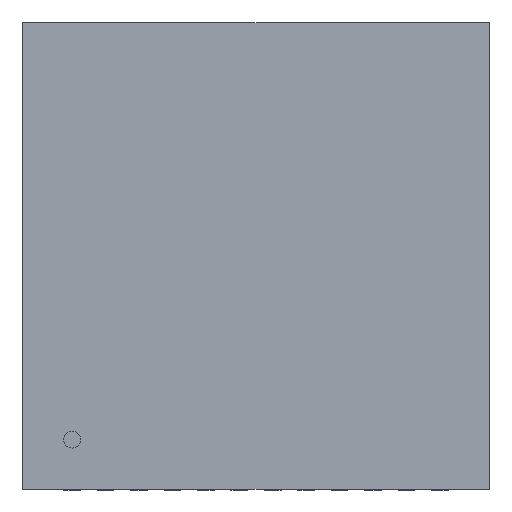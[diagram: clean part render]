
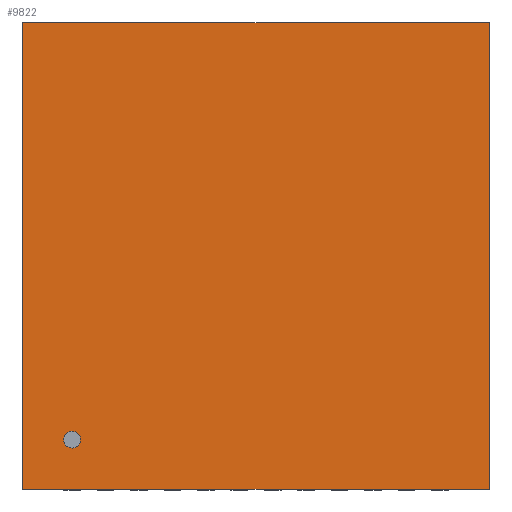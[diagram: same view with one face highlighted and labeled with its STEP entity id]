
A CAD part, top view. The second image highlights one B-rep face of the part: STEP entity #9822.
In plain terms, the highlighted planar face has unit normal (0, 0, 1).
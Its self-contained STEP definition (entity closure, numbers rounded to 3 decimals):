
#7915 = VERTEX_POINT('',#7916);
#7916 = CARTESIAN_POINT('',(-3.488,-3.488,0.925));
#7922 = EDGE_CURVE('',#7915,#7923,#7925,.T.);
#7923 = VERTEX_POINT('',#7924);
#7924 = CARTESIAN_POINT('',(3.488,-3.488,0.925));
#7925 = LINE('',#7926,#7927);
#7926 = CARTESIAN_POINT('',(-3.488,-3.488,0.925));
#7927 = VECTOR('',#7928,1.);
#7928 = DIRECTION('',(1.,0.,0.));
#8109 = EDGE_CURVE('',#7915,#8110,#8112,.T.);
#8110 = VERTEX_POINT('',#8111);
#8111 = CARTESIAN_POINT('',(-3.488,3.488,0.925));
#8112 = LINE('',#8113,#8114);
#8113 = CARTESIAN_POINT('',(-3.488,-3.488,0.925));
#8114 = VECTOR('',#8115,1.);
#8115 = DIRECTION('',(0.,1.,0.));
#8600 = EDGE_CURVE('',#8110,#8601,#8603,.T.);
#8601 = VERTEX_POINT('',#8602);
#8602 = CARTESIAN_POINT('',(3.488,3.488,0.925));
#8603 = LINE('',#8604,#8605);
#8604 = CARTESIAN_POINT('',(-3.488,3.488,0.925));
#8605 = VECTOR('',#8606,1.);
#8606 = DIRECTION('',(1.,0.,0.));
#9087 = EDGE_CURVE('',#7923,#8601,#9088,.T.);
#9088 = LINE('',#9089,#9090);
#9089 = CARTESIAN_POINT('',(3.488,-3.488,0.925));
#9090 = VECTOR('',#9091,1.);
#9091 = DIRECTION('',(0.,1.,0.));
#9822 = ADVANCED_FACE('',(#9823,#9829),#9840,.T.);
#9823 = FACE_BOUND('',#9824,.T.);
#9824 = EDGE_LOOP('',(#9825,#9826,#9827,#9828));
#9825 = ORIENTED_EDGE('',*,*,#8109,.F.);
#9826 = ORIENTED_EDGE('',*,*,#7922,.T.);
#9827 = ORIENTED_EDGE('',*,*,#9087,.T.);
#9828 = ORIENTED_EDGE('',*,*,#8600,.F.);
#9829 = FACE_BOUND('',#9830,.T.);
#9830 = EDGE_LOOP('',(#9831));
#9831 = ORIENTED_EDGE('',*,*,#9832,.T.);
#9832 = EDGE_CURVE('',#9833,#9833,#9835,.T.);
#9833 = VERTEX_POINT('',#9834);
#9834 = CARTESIAN_POINT('',(-2.625,-2.75,0.925));
#9835 = CIRCLE('',#9836,0.125);
#9836 = AXIS2_PLACEMENT_3D('',#9837,#9838,#9839);
#9837 = CARTESIAN_POINT('',(-2.75,-2.75,0.925));
#9838 = DIRECTION('',(0.,0.,-1.));
#9839 = DIRECTION('',(1.,0.,0.));
#9840 = PLANE('',#9841);
#9841 = AXIS2_PLACEMENT_3D('',#9842,#9843,#9844);
#9842 = CARTESIAN_POINT('',(-3.488,-3.488,0.925));
#9843 = DIRECTION('',(0.,0.,1.));
#9844 = DIRECTION('',(1.,0.,0.));
